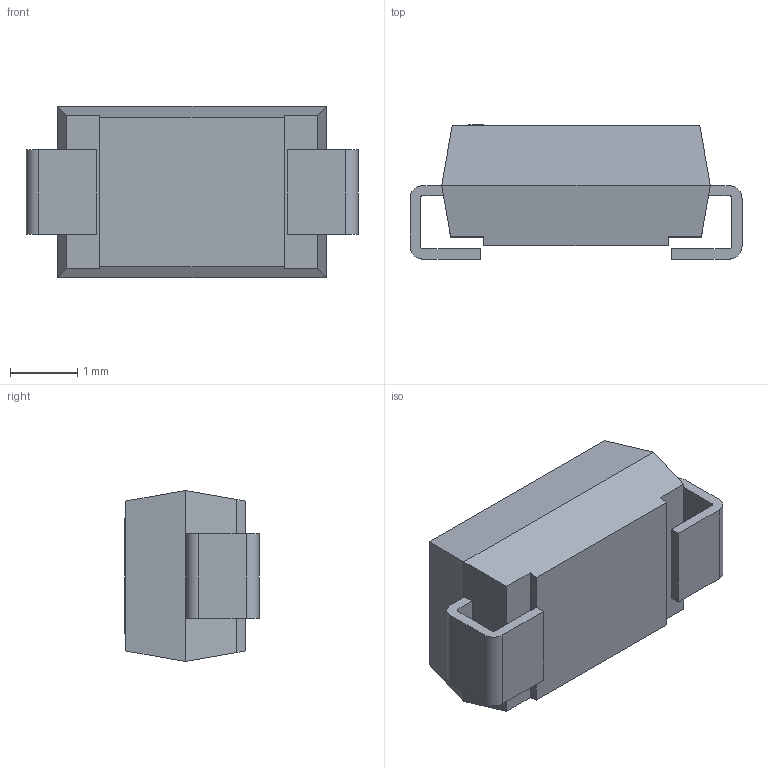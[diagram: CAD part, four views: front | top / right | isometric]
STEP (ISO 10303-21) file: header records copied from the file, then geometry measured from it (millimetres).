
FILE_DESCRIPTION (( 'STEP AP214' ), '1' );
FILE_NAME ('40BBEB16-8A80-483F-A173-00977A77FDB7.STEP', '2023-08-09T03:57:54', ( '' ), ( '' ), 'SwSTEP 2.0', 'SolidWorks 2022', '' );
FILE_SCHEMA (( 'AUTOMOTIVE_DESIGN' ));
Length unit declared in the file: inch
Products named in the file (1): 40BBEB16-8A80-483F-A173-00977A77FDB7
Bounding box: 4.93 x 1.99 x 2.54 mm (x, y, z)
Volume: 16.8 mm3; surface area: 51.2 mm2
Topology: 1 solids, 1 shells, 45 faces, 118 edges, 76 vertices
Faces by surface type: plane 37, cylinder 8
Entity records: 1989 total; most frequent: CARTESIAN_POINT 240, ORIENTED_EDGE 236, DIRECTION 226, EDGE_CURVE 118, VECTOR 102, LINE 102, VERTEX_POINT 76, AXIS2_PLACEMENT_3D 62
